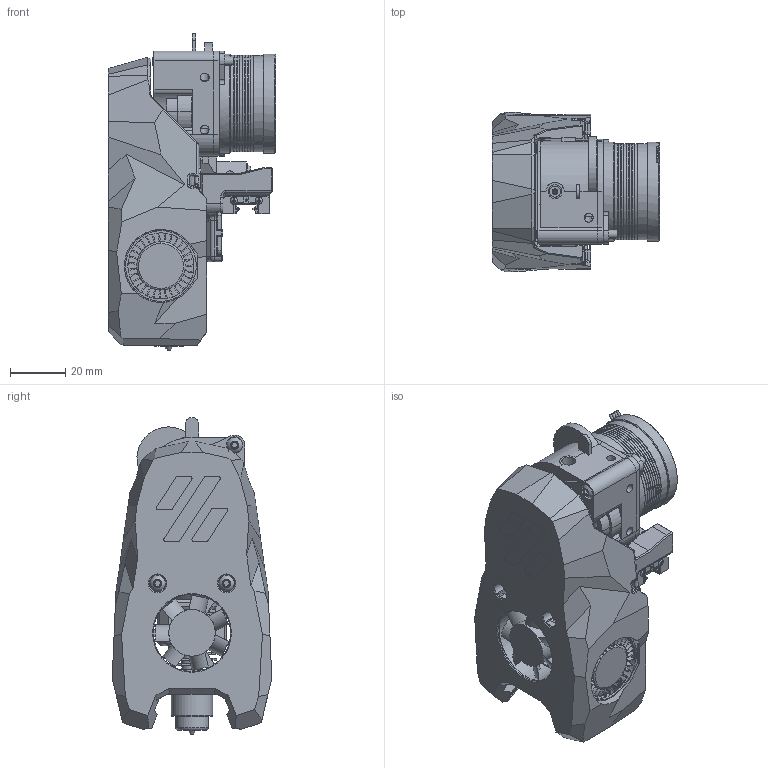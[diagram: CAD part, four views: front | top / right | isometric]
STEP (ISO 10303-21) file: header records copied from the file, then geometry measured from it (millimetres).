
FILE_DESCRIPTION(('HOOPS Exchange Step'),'2;1');
FILE_NAME('temp_export','2023-01-17T14:46:35-06:00',('mobile'),('Shapr3D Limited'),'HOOPS Exchange 2022.1','Shapr3D','Authorized');
FILE_SCHEMA( ('AUTOMOTIVE_DESIGN { 1 0 10303 214 1 1 1 1 }') );
Length unit declared in the file: millimetre
Products named in the file (46): PTFE_Tube_HE:1; Heatsink:1 (1); Revo_Heater_Core:1 (1); Revo_Voron_Assembly:1 (1); FS_Hotend_Mount_Revo_Voron; M3x8 BHCS; Hotend_Mount_Revo_Voron; LDO-36STH17-1004AHG; 30X30X10 DC fan; 3010 Blower Fan; MGN7-H; M3 Hexnut:4 (1); M3x35 BHCS-1; M3x8 BHCS-1; M3x12 BHCS; Hardware; M3x8 FHCS_91294A128:1; M3x8 FHCS_91294A128:2; MB T-Nut:1; MB T-Nut:2; M2x6 SHCS:51; M3 Hexnut:4; M2x6 SHCS:52; M3 Threaded Insert Short:31; M3 Threaded Insert Short:32; M3x22 BHCS; M2x6 SHCS:53; M2x6 SHCS:54; M3 Hexnut:6; X_Carriage; Logo_insert; Cowling; LGX-Lite-Simplified-V6; Hardware/Fans; LGX_Lite; root
Assembly tree (45 placements, depth 4):
  root
    Hotend_Mount_Revo_Voron
      PTFE_Tube_HE:1
      Revo_Voron_Assembly:1 (1)
        Heatsink:1 (1)
        Revo_Heater_Core:1 (1)
      FS_Hotend_Mount_Revo_Voron
      M3x8 BHCS
      M3x8 BHCS
      M3x8 BHCS
      M3x8 BHCS
    Hardware
      LDO-36STH17-1004AHG
      30X30X10 DC fan
      3010 Blower Fan
      3010 Blower Fan
      MGN7-H
      M3 Hexnut:4 (1)
      M3x35 BHCS-1
      M3x35 BHCS-1
      M3x35 BHCS-1
      M3x35 BHCS-1
      M3x8 BHCS-1
      M3x12 BHCS
      M3x12 BHCS
      M3x8 BHCS-1
    X_Carriage
      Hardware
        M3x8 FHCS_91294A128:1
        M3x8 FHCS_91294A128:2
        MB T-Nut:1
        MB T-Nut:2
        M2x6 SHCS:51
        M3 Hexnut:4
        M2x6 SHCS:52
        M3 Threaded Insert Short:31
        M3 Threaded Insert Short:32
        M3x22 BHCS
        M2x6 SHCS:53
        M2x6 SHCS:54
        M3 Hexnut:6
    Cowling
      Logo_insert
    LGX_Lite
      Hardware/Fans
        LGX-Lite-Simplified-V6
Bounding box: 60.68 x 57.95 x 115.2 mm (x, y, z)
Volume: 143345.4 mm3; surface area: 88586.2 mm2
Topology: 56 solids, 56 shells, 3764 faces, 10230 edges, 6674 vertices
Faces by surface type: plane 1524, cylinder 1263, bspline 493, cone 441, sphere 25, torus 18
Full cylindrical faces by diameter (mm): 0.388 x1, 0.8 x4, 1 x4, 1.942 x2, 2 x10, 2.014 x1, 2.4 x4, 2.459 x4, 2.5 x7, 2.659 x4, 2.72 x2, 2.755 x3, 2.8 x2, 3 x25, 3.002 x1, 3.15 x1, 3.2 x8, 3.214 x1, 3.242 x15, 3.4 x23, 3.8 x4, 3.991 x12, 4 x3, 4.1 x1, 4.2 x2, 4.4 x2, 4.7 x2, 5 x1, 5.05 x2, 5.16 x2
Entity records: 247691 total; most frequent: CARTESIAN_POINT 153392, ORIENTED_EDGE 20410, DIRECTION 18576, EDGE_CURVE 10205, AXIS2_PLACEMENT_3D 6770, VERTEX_POINT 6674, VECTOR 5036, LINE 5036
